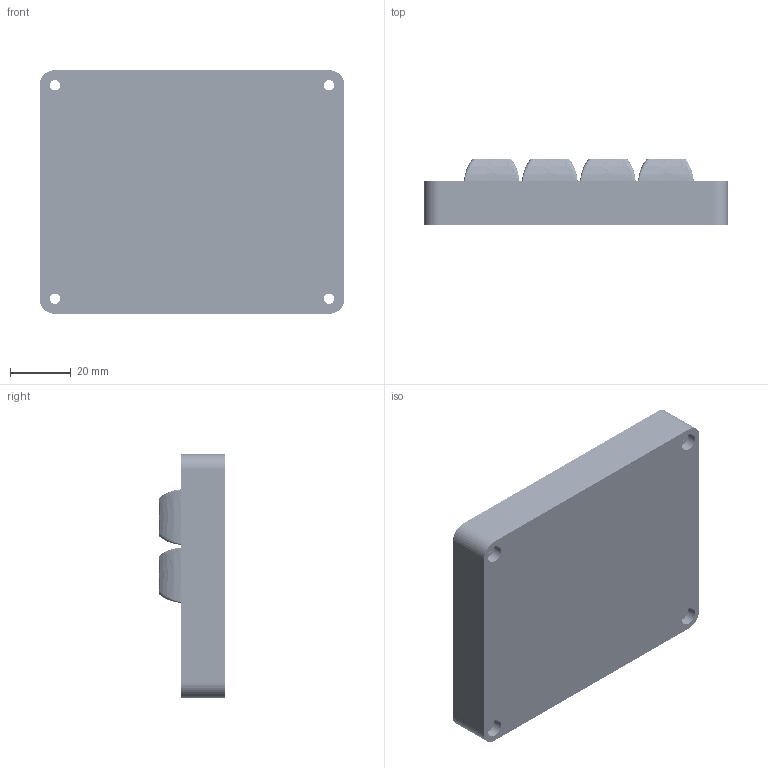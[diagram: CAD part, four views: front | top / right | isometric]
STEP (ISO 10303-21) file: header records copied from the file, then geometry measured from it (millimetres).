
FILE_DESCRIPTION(/* description */ (''),/* implementation_level */ '2;1');
FILE_NAME(/* name */ 'Full Hackpad Model.step',/* time_stamp */ '2025-07-09T16:27:47-07:00',/* author */ (''),/* organization */ (''),/* preprocessor_version */ 'ST-DEVELOPER v20.1',/* originating_system */ 'Autodesk Translation Framework v14.10.0.0',/* authorisation */ '');
FILE_SCHEMA (('AUTOMOTIVE_DESIGN { 1 0 10303 214 3 1 1 }'));
Products named in the file (20): 2025-07-03-13-47-47-868; 2025-07-03-13-49-45-752; Macropad 1; CherryMX-3d; Macropad_PCB; CherryMX-3d_1; CherryMX-3d_2; CherryMX-3d_3; CherryMX-3d_4; CherryMX-3d_5; CherryMX-3d_6; CherryMX-3d_7; MX Öá °´¼ü¡ä_¨¹
___¡§1; MX ס סͥ¨¢¨¬_¡
§¡顧__; MXס ϞñLEDLEDLED; MXÖá ÖáÌå µ×²¿ ¦Ì¡
Á2__Ä¬ÈÏ_¨¢2____¨¨_; ֫½ğ__Ĭɏ__¨¨_; SwitchCap-3d; D_DO-35_SOD27_P7.62mm_Horizontal; 2025-07-03-16-10-10-943
Assembly tree (68 placements, depth 4):
  2025-07-03-13-47-47-868
    2025-07-03-13-49-45-752
    Macropad 1
      CherryMX-3d
        MX Öá °´¼ü¡ä_¨¹
___¡§1
        MX ס סͥ¨¢¨¬_¡
§¡顧__
        MXס ϞñLEDLEDLED
        MXÖá ÖáÌå µ×²¿ ¦Ì¡
Á2__Ä¬ÈÏ_¨¢2____¨¨_
        ֫½ğ__Ĭɏ__¨¨_
      SwitchCap-3d  x8
      D_DO-35_SOD27_P7.62mm_Horizontal  x8
      Macropad_PCB
      CherryMX-3d_1
        MX Öá °´¼ü¡ä_¨¹
___¡§1
        MX ס סͥ¨¢¨¬_¡
§¡顧__
        MXס ϞñLEDLEDLED
        MXÖá ÖáÌå µ×²¿ ¦Ì¡
Á2__Ä¬ÈÏ_¨¢2____¨¨_
        ֫½ğ__Ĭɏ__¨¨_
      CherryMX-3d_2
        MX Öá °´¼ü¡ä_¨¹
___¡§1
        MX ס סͥ¨¢¨¬_¡
§¡顧__
        MXס ϞñLEDLEDLED
        MXÖá ÖáÌå µ×²¿ ¦Ì¡
Á2__Ä¬ÈÏ_¨¢2____¨¨_
        ֫½ğ__Ĭɏ__¨¨_
      CherryMX-3d_3
        MX Öá °´¼ü¡ä_¨¹
___¡§1
        MX ס סͥ¨¢¨¬_¡
§¡顧__
        MXס ϞñLEDLEDLED
        MXÖá ÖáÌå µ×²¿ ¦Ì¡
Á2__Ä¬ÈÏ_¨¢2____¨¨_
        ֫½ğ__Ĭɏ__¨¨_
      CherryMX-3d_4
        MX Öá °´¼ü¡ä_¨¹
___¡§1
        MX ס סͥ¨¢¨¬_¡
§¡顧__
        MXס ϞñLEDLEDLED
        MXÖá ÖáÌå µ×²¿ ¦Ì¡
Á2__Ä¬ÈÏ_¨¢2____¨¨_
        ֫½ğ__Ĭɏ__¨¨_
      CherryMX-3d_5
        MX Öá °´¼ü¡ä_¨¹
___¡§1
        MX ס סͥ¨¢¨¬_¡
§¡顧__
        MXס ϞñLEDLEDLED
        MXÖá ÖáÌå µ×²¿ ¦Ì¡
Á2__Ä¬ÈÏ_¨¢2____¨¨_
        ֫½ğ__Ĭɏ__¨¨_
      CherryMX-3d_6
        MX Öá °´¼ü¡ä_¨¹
___¡§1
        MX ס סͥ¨¢¨¬_¡
§¡顧__
        MXס ϞñLEDLEDLED
        MXÖá ÖáÌå µ×²¿ ¦Ì¡
Á2__Ä¬ÈÏ_¨¢2____¨¨_
        ֫½ğ__Ĭɏ__¨¨_
      CherryMX-3d_7
        MX Öá °´¼ü¡ä_¨¹
___¡§1
        MX ס סͥ¨¢¨¬_¡
§¡顧__
        MXס ϞñLEDLEDLED
        MXÖá ÖáÌå µ×²¿ ¦Ì¡
Á2__Ä¬ÈÏ_¨¢2____¨¨_
        ֫½ğ__Ĭɏ__¨¨_
    2025-07-03-16-10-10-943
Bounding box: 100 x 21.78 x 80 mm (x, y, z)
Volume: 86332.5 mm3; surface area: 80178.2 mm2
Topology: 107 solids, 107 shells, 13224 faces, 32026 edges, 18236 vertices
Faces by surface type: cylinder 5526, plane 3978, torus 1552, bspline 1232, sphere 896, cone 40
Full cylindrical faces by diameter (mm): 0.5 x24, 0.8 x32, 0.889 x14, 1 x4, 1.5 x16, 1.6 x32, 1.7 x16, 2 x24, 2.02 x8, 2.6 x8, 3 x8, 3.4 x8, 3.8 x8, 4 x8, 4.8 x8, 6 x4
Entity records: 63592 total; most frequent: CARTESIAN_POINT 18339, DIRECTION 9749, ORIENTED_EDGE 9080, EDGE_CURVE 4540, AXIS2_PLACEMENT_3D 3671, VERTEX_POINT 2710, LINE 2407, VECTOR 2407
